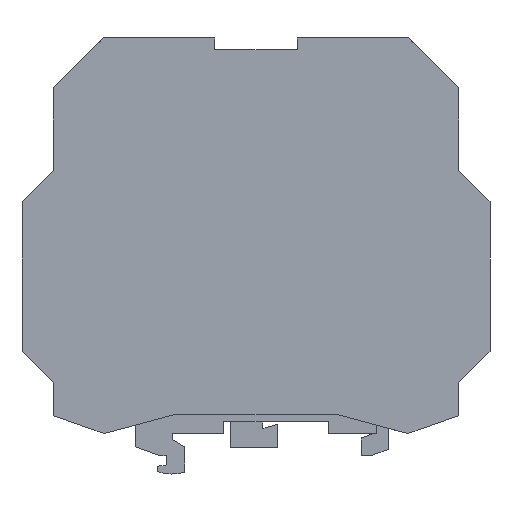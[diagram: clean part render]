
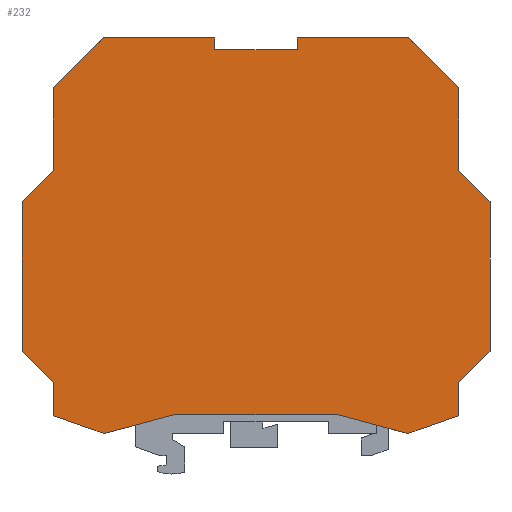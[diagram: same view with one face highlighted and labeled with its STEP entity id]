
A CAD part, left-side view. The second image highlights one B-rep face of the part: STEP entity #232.
In plain terms, the highlighted planar face has unit normal (-1, 0, 0).
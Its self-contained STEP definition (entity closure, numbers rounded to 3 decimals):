
#232=ADVANCED_FACE('',(#640),#641,.T.);
#640=FACE_OUTER_BOUND('',#1221,.T.);
#641=PLANE('',#1222);
#1221=EDGE_LOOP('',(#1846,#1847,#1848,#1849,#1850,#1851,#1852,#1853,#1854,#1855,#1856,#1857,#1858,#1859,#1860,#1861,#1862,#1863,#1864,#1865,#1866,#1867));
#1222=AXIS2_PLACEMENT_3D('',#1868,#1869,#1870);
#1846=ORIENTED_EDGE('',*,*,#3666,.F.);
#1847=ORIENTED_EDGE('',*,*,#3667,.T.);
#1848=ORIENTED_EDGE('',*,*,#3668,.T.);
#1849=ORIENTED_EDGE('',*,*,#3669,.T.);
#1850=ORIENTED_EDGE('',*,*,#3670,.T.);
#1851=ORIENTED_EDGE('',*,*,#3671,.F.);
#1852=ORIENTED_EDGE('',*,*,#3672,.F.);
#1853=ORIENTED_EDGE('',*,*,#3673,.F.);
#1854=ORIENTED_EDGE('',*,*,#3674,.F.);
#1855=ORIENTED_EDGE('',*,*,#3675,.T.);
#1856=ORIENTED_EDGE('',*,*,#3676,.F.);
#1857=ORIENTED_EDGE('',*,*,#3652,.F.);
#1858=ORIENTED_EDGE('',*,*,#3677,.F.);
#1859=ORIENTED_EDGE('',*,*,#3660,.T.);
#1860=ORIENTED_EDGE('',*,*,#3678,.T.);
#1861=ORIENTED_EDGE('',*,*,#3679,.F.);
#1862=ORIENTED_EDGE('',*,*,#3680,.F.);
#1863=ORIENTED_EDGE('',*,*,#3681,.T.);
#1864=ORIENTED_EDGE('',*,*,#3682,.T.);
#1865=ORIENTED_EDGE('',*,*,#3683,.T.);
#1866=ORIENTED_EDGE('',*,*,#3684,.F.);
#1867=ORIENTED_EDGE('',*,*,#3685,.F.);
#1868=CARTESIAN_POINT('',(0.0,40.7,18.497));
#1869=DIRECTION('',(-1.0,0.0,0.0));
#1870=DIRECTION('',(0.0,0.0,-1.0));
#3652=EDGE_CURVE('',#4408,#4410,#4411,.T.);
#3660=EDGE_CURVE('',#4425,#4423,#4426,.T.);
#3666=EDGE_CURVE('',#4435,#4436,#4437,.T.);
#3667=EDGE_CURVE('',#4435,#4438,#4439,.T.);
#3668=EDGE_CURVE('',#4438,#4440,#4441,.T.);
#3669=EDGE_CURVE('',#4440,#4442,#4443,.T.);
#3670=EDGE_CURVE('',#4442,#4444,#4445,.T.);
#3671=EDGE_CURVE('',#4446,#4444,#4447,.T.);
#3672=EDGE_CURVE('',#4448,#4446,#4449,.T.);
#3673=EDGE_CURVE('',#4450,#4448,#4451,.T.);
#3674=EDGE_CURVE('',#4452,#4450,#4453,.T.);
#3675=EDGE_CURVE('',#4452,#4454,#4455,.T.);
#3676=EDGE_CURVE('',#4410,#4454,#4456,.T.);
#3677=EDGE_CURVE('',#4425,#4408,#4457,.T.);
#3678=EDGE_CURVE('',#4423,#4458,#4459,.T.);
#3679=EDGE_CURVE('',#4460,#4458,#4461,.T.);
#3680=EDGE_CURVE('',#4462,#4460,#4463,.T.);
#3681=EDGE_CURVE('',#4462,#4464,#4465,.T.);
#3682=EDGE_CURVE('',#4464,#4466,#4467,.T.);
#3683=EDGE_CURVE('',#4466,#4468,#4469,.T.);
#3684=EDGE_CURVE('',#4470,#4468,#4471,.T.);
#3685=EDGE_CURVE('',#4436,#4470,#4472,.T.);
#4408=VERTEX_POINT('',#5519);
#4410=VERTEX_POINT('',#5522);
#4411=LINE('',#5523,#5524);
#4423=VERTEX_POINT('',#5540);
#4425=VERTEX_POINT('',#5543);
#4426=LINE('',#5544,#5545);
#4435=VERTEX_POINT('',#5557);
#4436=VERTEX_POINT('',#5558);
#4437=LINE('',#5559,#5560);
#4438=VERTEX_POINT('',#5561);
#4439=LINE('',#5562,#5563);
#4440=VERTEX_POINT('',#5564);
#4441=LINE('',#5565,#5566);
#4442=VERTEX_POINT('',#5567);
#4443=LINE('',#5568,#5569);
#4444=VERTEX_POINT('',#5570);
#4445=LINE('',#5571,#5572);
#4446=VERTEX_POINT('',#5573);
#4447=LINE('',#5574,#5575);
#4448=VERTEX_POINT('',#5576);
#4449=LINE('',#5577,#5578);
#4450=VERTEX_POINT('',#5579);
#4451=LINE('',#5580,#5581);
#4452=VERTEX_POINT('',#5582);
#4453=LINE('',#5583,#5584);
#4454=VERTEX_POINT('',#5585);
#4455=LINE('',#5586,#5587);
#4456=LINE('',#5588,#5589);
#4457=LINE('',#5590,#5591);
#4458=VERTEX_POINT('',#5592);
#4459=LINE('',#5593,#5594);
#4460=VERTEX_POINT('',#5595);
#4461=LINE('',#5596,#5597);
#4462=VERTEX_POINT('',#5598);
#4463=LINE('',#5599,#5600);
#4464=VERTEX_POINT('',#5601);
#4465=LINE('',#5602,#5603);
#4466=VERTEX_POINT('',#5604);
#4467=LINE('',#5605,#5606);
#4468=VERTEX_POINT('',#5607);
#4469=LINE('',#5608,#5609);
#4470=VERTEX_POINT('',#5610);
#4471=LINE('',#5611,#5612);
#4472=LINE('',#5613,#5614);
#5519=CARTESIAN_POINT('',(0.0,5.45,67.172));
#5522=CARTESIAN_POINT('',(0.0,5.45,52.772));
#5523=CARTESIAN_POINT('',(0.0,5.45,-23.111));
#5524=VECTOR('',#7061,1.0);
#5540=CARTESIAN_POINT('',(0.0,33.55,75.822));
#5543=CARTESIAN_POINT('',(0.0,14.1,75.822));
#5544=CARTESIAN_POINT('',(0.0,292.038,75.822));
#5545=VECTOR('',#7070,1.0);
#5557=CARTESIAN_POINT('',(0.0,75.95,15.872));
#5558=CARTESIAN_POINT('',(0.0,81.4,21.322));
#5559=CARTESIAN_POINT('',(0.0,87.839,27.76));
#5560=VECTOR('',#7077,1.0);
#5561=CARTESIAN_POINT('',(0.0,75.95,10.122));
#5562=CARTESIAN_POINT('',(0.0,75.95,-23.111));
#5563=VECTOR('',#7078,1.0);
#5564=CARTESIAN_POINT('',(0.0,67.116,7.022));
#5565=CARTESIAN_POINT('',(0.0,87.839,14.293));
#5566=VECTOR('',#7079,1.0);
#5567=CARTESIAN_POINT('',(0.0,54.8,10.322));
#5568=CARTESIAN_POINT('',(0.0,87.839,1.469));
#5569=VECTOR('',#7080,1.0);
#5570=CARTESIAN_POINT('',(0.0,26.6,10.322));
#5571=CARTESIAN_POINT('',(0.0,87.839,10.322));
#5572=VECTOR('',#7081,1.0);
#5573=CARTESIAN_POINT('',(0.0,14.284,7.022));
#5574=CARTESIAN_POINT('',(0.0,87.839,26.73));
#5575=VECTOR('',#7082,1.0);
#5576=CARTESIAN_POINT('',(0.0,5.45,10.122));
#5577=CARTESIAN_POINT('',(0.0,87.839,-18.789));
#5578=VECTOR('',#7083,1.0);
#5579=CARTESIAN_POINT('',(0.0,5.45,15.872));
#5580=CARTESIAN_POINT('',(0.0,5.45,-23.111));
#5581=VECTOR('',#7084,1.0);
#5582=CARTESIAN_POINT('',(0.0,0.0,21.322));
#5583=CARTESIAN_POINT('',(0.0,-0.493,21.815));
#5584=VECTOR('',#7085,1.0);
#5585=CARTESIAN_POINT('',(0.0,0.0,47.322));
#5586=CARTESIAN_POINT('',(0.0,0.0,-23.111));
#5587=VECTOR('',#7086,1.0);
#5588=CARTESIAN_POINT('',(0.0,-69.433,-22.111));
#5589=VECTOR('',#7087,1.0);
#5590=CARTESIAN_POINT('',(0.0,87.839,149.56));
#5591=VECTOR('',#7088,1.0);
#5592=CARTESIAN_POINT('',(0.0,33.55,73.772));
#5593=CARTESIAN_POINT('',(0.0,33.55,-108.948));
#5594=VECTOR('',#7089,1.0);
#5595=CARTESIAN_POINT('',(0.0,47.85,73.772));
#5596=CARTESIAN_POINT('',(0.0,292.038,73.772));
#5597=VECTOR('',#7090,1.0);
#5598=CARTESIAN_POINT('',(0.0,47.85,75.822));
#5599=CARTESIAN_POINT('',(0.0,47.85,-108.948));
#5600=VECTOR('',#7091,1.0);
#5601=CARTESIAN_POINT('',(0.0,67.3,75.822));
#5602=CARTESIAN_POINT('',(0.0,292.038,75.822));
#5603=VECTOR('',#7092,1.0);
#5604=CARTESIAN_POINT('',(0.0,75.95,67.172));
#5605=CARTESIAN_POINT('',(0.0,87.839,55.283));
#5606=VECTOR('',#7093,1.0);
#5607=CARTESIAN_POINT('',(0.0,75.95,52.772));
#5608=CARTESIAN_POINT('',(0.0,75.95,-23.111));
#5609=VECTOR('',#7094,1.0);
#5610=CARTESIAN_POINT('',(0.0,81.4,47.322));
#5611=CARTESIAN_POINT('',(0.0,150.833,-22.111));
#5612=VECTOR('',#7095,1.0);
#5613=CARTESIAN_POINT('',(0.0,81.4,-23.111));
#5614=VECTOR('',#7096,1.0);
#7061=DIRECTION('',(0.0,0.0,-1.0));
#7070=DIRECTION('',(0.0,1.0,0.0));
#7077=DIRECTION('',(0.0,0.707,0.707));
#7078=DIRECTION('',(0.0,0.0,-1.0));
#7079=DIRECTION('',(0.0,-0.944,-0.331));
#7080=DIRECTION('',(0.0,-0.966,0.259));
#7081=DIRECTION('',(0.0,-1.0,0.0));
#7082=DIRECTION('',(0.0,0.966,0.259));
#7083=DIRECTION('',(0.0,0.944,-0.331));
#7084=DIRECTION('',(0.0,0.0,-1.0));
#7085=DIRECTION('',(0.0,0.707,-0.707));
#7086=DIRECTION('',(0.0,0.0,1.0));
#7087=DIRECTION('',(0.0,-0.707,-0.707));
#7088=DIRECTION('',(0.0,-0.707,-0.707));
#7089=DIRECTION('',(0.0,0.0,-1.0));
#7090=DIRECTION('',(0.0,-1.0,0.0));
#7091=DIRECTION('',(0.0,0.0,-1.0));
#7092=DIRECTION('',(0.0,1.0,0.0));
#7093=DIRECTION('',(0.0,0.707,-0.707));
#7094=DIRECTION('',(0.0,0.0,-1.0));
#7095=DIRECTION('',(0.0,-0.707,0.707));
#7096=DIRECTION('',(0.0,0.0,1.0));
